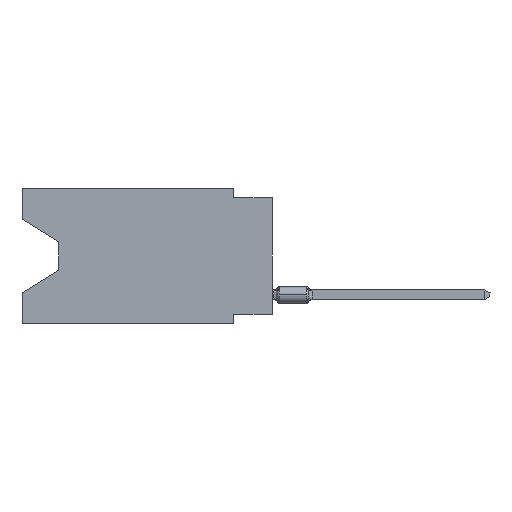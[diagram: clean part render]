
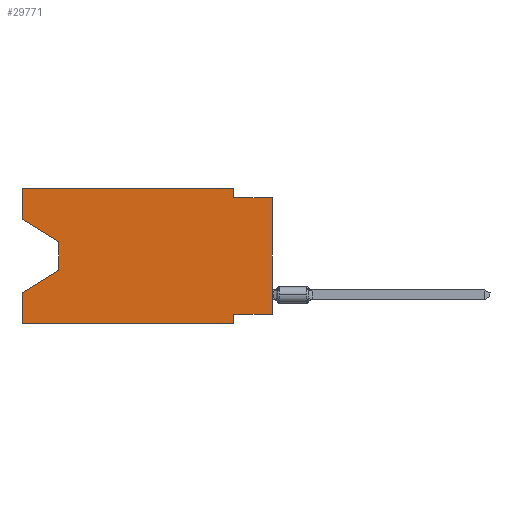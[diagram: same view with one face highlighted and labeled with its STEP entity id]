
A CAD part, left-side view. The second image highlights one B-rep face of the part: STEP entity #29771.
In plain terms, the highlighted planar face has unit normal (-1, 0, 0).
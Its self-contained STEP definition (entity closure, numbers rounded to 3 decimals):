
#376 = AXIS2_PLACEMENT_3D ( 'NONE', #10335, #47836, #29387 ) ;
#1390 = VECTOR ( 'NONE', #38286, 1000. ) ;
#1679 = ORIENTED_EDGE ( 'NONE', *, *, #32367, .T. ) ;
#2156 = VECTOR ( 'NONE', #54104, 1000. ) ;
#3141 = CARTESIAN_POINT ( 'NONE',  ( 0., 0., -0.635 ) ) ;
#3218 = EDGE_CURVE ( 'NONE', #59856, #34224, #20846, .T. ) ;
#4002 = CARTESIAN_POINT ( 'NONE',  ( 0., 13.97, -3.505 ) ) ;
#4071 = VECTOR ( 'NONE', #25789, 1000. ) ;
#4270 = ORIENTED_EDGE ( 'NONE', *, *, #61680, .F. ) ;
#4378 = VECTOR ( 'NONE', #11477, 1000. ) ;
#4800 = EDGE_LOOP ( 'NONE', ( #47159, #16472, #1679, #51001, #58830, #22634, #55527, #33568, #55107, #32800, #4270, #25629 ) ) ;
#4929 = CARTESIAN_POINT ( 'NONE',  ( 0., 16.383, 0. ) ) ;
#5658 = LINE ( 'NONE', #24702, #26899 ) ;
#7935 = DIRECTION ( 'NONE',  ( 0., 0.855, -0.519 ) ) ;
#8124 = EDGE_CURVE ( 'NONE', #22349, #59856, #43342, .T. ) ;
#8650 = CARTESIAN_POINT ( 'NONE',  ( 0., 0., -8.255 ) ) ;
#8724 = EDGE_CURVE ( 'NONE', #21192, #19922, #41871, .T. ) ;
#8846 = LINE ( 'NONE', #41360, #40733 ) ;
#10335 = CARTESIAN_POINT ( 'NONE',  ( 0., 16.383, 0. ) ) ;
#10715 = CARTESIAN_POINT ( 'NONE',  ( 0., 2.54, -8.255 ) ) ;
#11477 = DIRECTION ( 'NONE',  ( 0., 0., -1. ) ) ;
#14401 = PLANE ( 'NONE',  #376 ) ;
#14608 = DIRECTION ( 'NONE',  ( 0., -1., 0. ) ) ;
#15272 = CARTESIAN_POINT ( 'NONE',  ( 0., 0., -8.255 ) ) ;
#15966 = CARTESIAN_POINT ( 'NONE',  ( 0., 16.383, 0. ) ) ;
#16117 = LINE ( 'NONE', #30785, #4071 ) ;
#16472 = ORIENTED_EDGE ( 'NONE', *, *, #3218, .T. ) ;
#17122 = EDGE_CURVE ( 'NONE', #18029, #29412, #51456, .T. ) ;
#17174 = CARTESIAN_POINT ( 'NONE',  ( 0., 2.54, -0.635 ) ) ;
#18029 = VERTEX_POINT ( 'NONE', #15272 ) ;
#18670 = VERTEX_POINT ( 'NONE', #28077 ) ;
#19396 = CARTESIAN_POINT ( 'NONE',  ( 0., 2.54, 0. ) ) ;
#19757 = LINE ( 'NONE', #30682, #57832 ) ;
#19922 = VERTEX_POINT ( 'NONE', #47407 ) ;
#20846 = LINE ( 'NONE', #40518, #4378 ) ;
#21192 = VERTEX_POINT ( 'NONE', #17174 ) ;
#22349 = VERTEX_POINT ( 'NONE', #52934 ) ;
#22591 = CARTESIAN_POINT ( 'NONE',  ( 0., 2.54, -8.89 ) ) ;
#22634 = ORIENTED_EDGE ( 'NONE', *, *, #57876, .F. ) ;
#22908 = LINE ( 'NONE', #42273, #44503 ) ;
#24395 = LINE ( 'NONE', #15966, #2156 ) ;
#24702 = CARTESIAN_POINT ( 'NONE',  ( 0., 16.383, 0. ) ) ;
#25629 = ORIENTED_EDGE ( 'NONE', *, *, #41811, .F. ) ;
#25789 = DIRECTION ( 'NONE',  ( 0., 0., -1. ) ) ;
#26037 = VERTEX_POINT ( 'NONE', #48933 ) ;
#26899 = VECTOR ( 'NONE', #52234, 1000. ) ;
#28077 = CARTESIAN_POINT ( 'NONE',  ( 0., 16.383, -6.852 ) ) ;
#28109 = DIRECTION ( 'NONE',  ( 0., -1., 0. ) ) ;
#29202 = LINE ( 'NONE', #34842, #1390 ) ;
#29387 = DIRECTION ( 'NONE',  ( 0., 0., -1. ) ) ;
#29412 = VERTEX_POINT ( 'NONE', #10715 ) ;
#29755 = DIRECTION ( 'NONE',  ( 0., 0., 1. ) ) ;
#29771 = ADVANCED_FACE ( 'NONE', ( #57225 ), #14401, .F. ) ;
#29788 = VERTEX_POINT ( 'NONE', #19396 ) ;
#30682 = CARTESIAN_POINT ( 'NONE',  ( 0., 0., 0. ) ) ;
#30785 = CARTESIAN_POINT ( 'NONE',  ( 0., 2.54, 0. ) ) ;
#32367 = EDGE_CURVE ( 'NONE', #34224, #18670, #22908, .T. ) ;
#32800 = ORIENTED_EDGE ( 'NONE', *, *, #46065, .F. ) ;
#33568 = ORIENTED_EDGE ( 'NONE', *, *, #49715, .T. ) ;
#34224 = VERTEX_POINT ( 'NONE', #45140 ) ;
#34370 = EDGE_CURVE ( 'NONE', #26037, #36609, #8846, .T. ) ;
#34842 = CARTESIAN_POINT ( 'NONE',  ( 0., 2.54, -8.89 ) ) ;
#36609 = VERTEX_POINT ( 'NONE', #22591 ) ;
#38286 = DIRECTION ( 'NONE',  ( 0., 0., -1. ) ) ;
#40518 = CARTESIAN_POINT ( 'NONE',  ( 0., 13.97, -3.505 ) ) ;
#40733 = VECTOR ( 'NONE', #41965, 1000. ) ;
#41360 = CARTESIAN_POINT ( 'NONE',  ( 0., 16.383, -8.89 ) ) ;
#41710 = VECTOR ( 'NONE', #53034, 1000. ) ;
#41811 = EDGE_CURVE ( 'NONE', #22349, #55732, #24395, .T. ) ;
#41871 = LINE ( 'NONE', #3141, #42762 ) ;
#41965 = DIRECTION ( 'NONE',  ( 0., -1., 0. ) ) ;
#42273 = CARTESIAN_POINT ( 'NONE',  ( 0., 13.97, -5.385 ) ) ;
#42383 = CARTESIAN_POINT ( 'NONE',  ( 0., 16.383, 0. ) ) ;
#42762 = VECTOR ( 'NONE', #28109, 1000. ) ;
#43046 = LINE ( 'NONE', #4929, #56840 ) ;
#43342 = LINE ( 'NONE', #47420, #41710 ) ;
#44503 = VECTOR ( 'NONE', #7935, 1000. ) ;
#44856 = EDGE_CURVE ( 'NONE', #26037, #18670, #5658, .T. ) ;
#45140 = CARTESIAN_POINT ( 'NONE',  ( 0., 13.97, -5.385 ) ) ;
#46065 = EDGE_CURVE ( 'NONE', #29788, #21192, #16117, .T. ) ;
#46152 = DIRECTION ( 'NONE',  ( 0., 1., 0. ) ) ;
#47159 = ORIENTED_EDGE ( 'NONE', *, *, #8124, .T. ) ;
#47407 = CARTESIAN_POINT ( 'NONE',  ( 0., 0., -0.635 ) ) ;
#47420 = CARTESIAN_POINT ( 'NONE',  ( 0., 16.383, -2.038 ) ) ;
#47836 = DIRECTION ( 'NONE',  ( 1., 0., 0. ) ) ;
#48933 = CARTESIAN_POINT ( 'NONE',  ( 0., 16.383, -8.89 ) ) ;
#49715 = EDGE_CURVE ( 'NONE', #18029, #19922, #19757, .T. ) ;
#51001 = ORIENTED_EDGE ( 'NONE', *, *, #44856, .F. ) ;
#51456 = LINE ( 'NONE', #8650, #58640 ) ;
#52234 = DIRECTION ( 'NONE',  ( 0., 0., 1. ) ) ;
#52934 = CARTESIAN_POINT ( 'NONE',  ( 0., 16.383, -2.038 ) ) ;
#53034 = DIRECTION ( 'NONE',  ( 0., -0.855, -0.519 ) ) ;
#54104 = DIRECTION ( 'NONE',  ( 0., 0., 1. ) ) ;
#55107 = ORIENTED_EDGE ( 'NONE', *, *, #8724, .F. ) ;
#55527 = ORIENTED_EDGE ( 'NONE', *, *, #17122, .F. ) ;
#55732 = VERTEX_POINT ( 'NONE', #42383 ) ;
#56840 = VECTOR ( 'NONE', #14608, 1000. ) ;
#57225 = FACE_OUTER_BOUND ( 'NONE', #4800, .T. ) ;
#57832 = VECTOR ( 'NONE', #29755, 1000. ) ;
#57876 = EDGE_CURVE ( 'NONE', #29412, #36609, #29202, .T. ) ;
#58640 = VECTOR ( 'NONE', #46152, 1000. ) ;
#58830 = ORIENTED_EDGE ( 'NONE', *, *, #34370, .T. ) ;
#59856 = VERTEX_POINT ( 'NONE', #4002 ) ;
#61680 = EDGE_CURVE ( 'NONE', #55732, #29788, #43046, .T. ) ;
